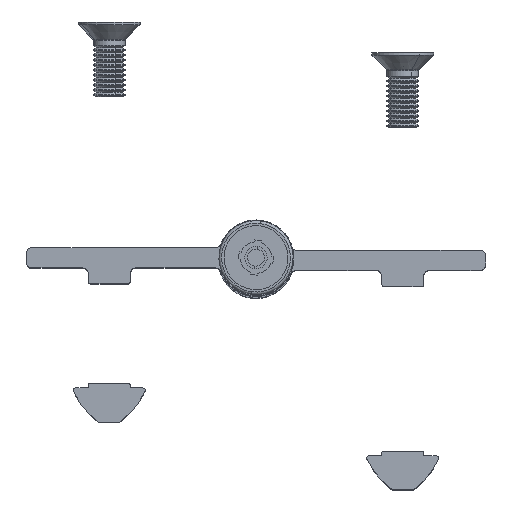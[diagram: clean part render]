
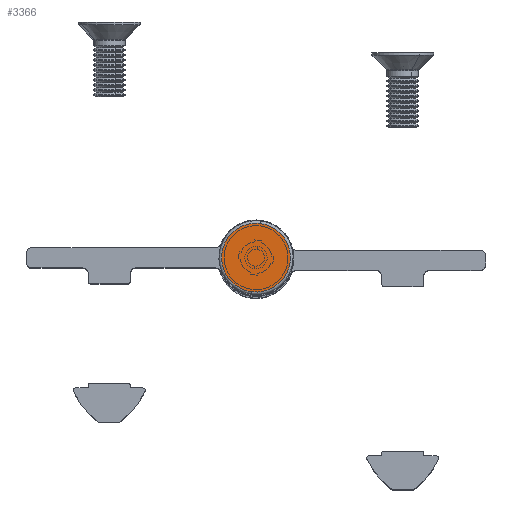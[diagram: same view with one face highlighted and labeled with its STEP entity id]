
A CAD part, top view. The second image highlights one B-rep face of the part: STEP entity #3366.
In plain terms, the highlighted face is planar.
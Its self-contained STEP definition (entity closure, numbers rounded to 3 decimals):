
#314 = DIRECTION ( 'NONE',  ( 0., 1., 0. ) ) ;
#956 = FACE_OUTER_BOUND ( 'NONE', #6148, .T. ) ;
#1529 = PLANE ( 'NONE',  #7657 ) ;
#2087 = ORIENTED_EDGE ( 'NONE', *, *, #6611, .T. ) ;
#2180 = VERTEX_POINT ( 'NONE', #7406 ) ;
#2806 = DIRECTION ( 'NONE',  ( 0., -1., 0. ) ) ;
#2966 = DIRECTION ( 'NONE',  ( 0., 1., 0. ) ) ;
#3366 = ADVANCED_FACE ( 'NONE', ( #956 ), #1529, .F. ) ;
#3963 = CIRCLE ( 'NONE', #4012, 6.45 ) ;
#4012 = AXIS2_PLACEMENT_3D ( 'NONE', #6764, #2966, #7413 ) ;
#4015 = VERTEX_POINT ( 'NONE', #6027 ) ;
#4140 = CARTESIAN_POINT ( 'NONE',  ( 0., 8.5, 0. ) ) ;
#4141 = ORIENTED_EDGE ( 'NONE', *, *, #4487, .T. ) ;
#4487 = EDGE_CURVE ( 'NONE', #2180, #4015, #7667, .T. ) ;
#4765 = DIRECTION ( 'NONE',  ( 1., 0., 0. ) ) ;
#5112 = AXIS2_PLACEMENT_3D ( 'NONE', #4140, #314, #4765 ) ;
#5983 = CARTESIAN_POINT ( 'NONE',  ( -6.95, 8.5, 0. ) ) ;
#6027 = CARTESIAN_POINT ( 'NONE',  ( 6.45, 8.5, 0. ) ) ;
#6148 = EDGE_LOOP ( 'NONE', ( #2087, #4141 ) ) ;
#6611 = EDGE_CURVE ( 'NONE', #4015, #2180, #3963, .T. ) ;
#6764 = CARTESIAN_POINT ( 'NONE',  ( 0., 8.5, 0. ) ) ;
#7265 = DIRECTION ( 'NONE',  ( 1., 0., 0. ) ) ;
#7406 = CARTESIAN_POINT ( 'NONE',  ( -6.45, 8.5, 0. ) ) ;
#7413 = DIRECTION ( 'NONE',  ( 1., 0., 0. ) ) ;
#7657 = AXIS2_PLACEMENT_3D ( 'NONE', #5983, #2806, #7265 ) ;
#7667 = CIRCLE ( 'NONE', #5112, 6.45 ) ;
